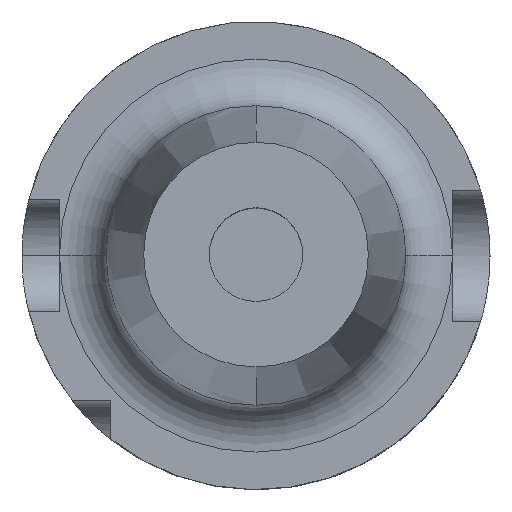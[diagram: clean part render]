
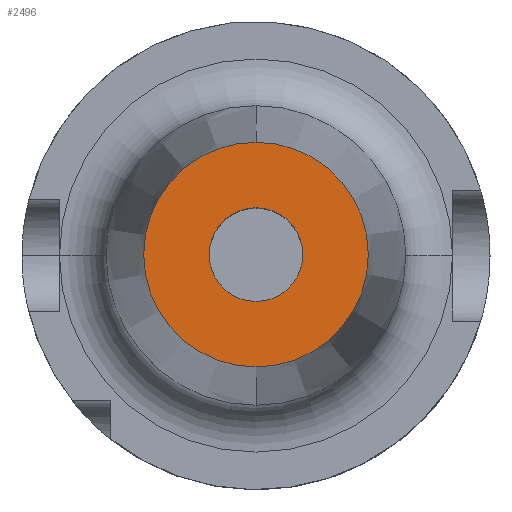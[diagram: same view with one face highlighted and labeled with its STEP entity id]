
A CAD part, top view. The second image highlights one B-rep face of the part: STEP entity #2496.
In plain terms, the highlighted planar face has unit normal (0, 0, 1).
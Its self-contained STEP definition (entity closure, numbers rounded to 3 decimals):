
#53 = DIRECTION ( 'NONE',  ( 0., -1., 0. ) ) ;
#111 = EDGE_LOOP ( 'NONE', ( #3098, #1968 ) ) ;
#271 = VERTEX_POINT ( 'NONE', #1578 ) ;
#328 = FACE_OUTER_BOUND ( 'NONE', #111, .T. ) ;
#376 = DIRECTION ( 'NONE',  ( 0., 0., -1. ) ) ;
#381 = EDGE_CURVE ( 'NONE', #536, #1721, #2889, .T. ) ;
#425 = EDGE_CURVE ( 'NONE', #1721, #536, #2858, .T. ) ;
#536 = VERTEX_POINT ( 'NONE', #2583 ) ;
#584 = DIRECTION ( 'NONE',  ( -1., 0., 0. ) ) ;
#591 = CARTESIAN_POINT ( 'NONE',  ( 0., -12., 85. ) ) ;
#773 = AXIS2_PLACEMENT_3D ( 'NONE', #2730, #1523, #2708 ) ;
#780 = DIRECTION ( 'NONE',  ( 0., 0., 1. ) ) ;
#789 = CARTESIAN_POINT ( 'NONE',  ( 5., 0., 85. ) ) ;
#1107 = ORIENTED_EDGE ( 'NONE', *, *, #2587, .T. ) ;
#1170 = FACE_BOUND ( 'NONE', #1541, .T. ) ;
#1474 = CIRCLE ( 'NONE', #2573, 5. ) ;
#1523 = DIRECTION ( 'NONE',  ( 0., 0., -1. ) ) ;
#1541 = EDGE_LOOP ( 'NONE', ( #1107, #1613 ) ) ;
#1542 = AXIS2_PLACEMENT_3D ( 'NONE', #1972, #780, #53 ) ;
#1578 = CARTESIAN_POINT ( 'NONE',  ( -5., 0., 85. ) ) ;
#1613 = ORIENTED_EDGE ( 'NONE', *, *, #1713, .T. ) ;
#1644 = CARTESIAN_POINT ( 'NONE',  ( 0., 0., 85. ) ) ;
#1713 = EDGE_CURVE ( 'NONE', #2515, #271, #2879, .T. ) ;
#1721 = VERTEX_POINT ( 'NONE', #591 ) ;
#1815 = AXIS2_PLACEMENT_3D ( 'NONE', #1837, #376, #2067 ) ;
#1837 = CARTESIAN_POINT ( 'NONE',  ( 0., 0., 85. ) ) ;
#1961 = AXIS2_PLACEMENT_3D ( 'NONE', #1644, #2870, #3122 ) ;
#1968 = ORIENTED_EDGE ( 'NONE', *, *, #425, .F. ) ;
#1972 = CARTESIAN_POINT ( 'NONE',  ( 0., 0., 85. ) ) ;
#2045 = DIRECTION ( 'NONE',  ( 0., 0., -1. ) ) ;
#2055 = CARTESIAN_POINT ( 'NONE',  ( 0., 0., 85. ) ) ;
#2067 = DIRECTION ( 'NONE',  ( 0., 1., 0. ) ) ;
#2496 = ADVANCED_FACE ( 'NONE', ( #1170, #328 ), #2756, .T. ) ;
#2515 = VERTEX_POINT ( 'NONE', #789 ) ;
#2573 = AXIS2_PLACEMENT_3D ( 'NONE', #2055, #2045, #584 ) ;
#2583 = CARTESIAN_POINT ( 'NONE',  ( 0., 12., 85. ) ) ;
#2587 = EDGE_CURVE ( 'NONE', #271, #2515, #1474, .T. ) ;
#2708 = DIRECTION ( 'NONE',  ( -1., 0., 0. ) ) ;
#2730 = CARTESIAN_POINT ( 'NONE',  ( 0., 0., 85. ) ) ;
#2756 = PLANE ( 'NONE',  #1542 ) ;
#2858 = CIRCLE ( 'NONE', #1961, 12. ) ;
#2870 = DIRECTION ( 'NONE',  ( 0., 0., -1. ) ) ;
#2879 = CIRCLE ( 'NONE', #773, 5. ) ;
#2889 = CIRCLE ( 'NONE', #1815, 12. ) ;
#3098 = ORIENTED_EDGE ( 'NONE', *, *, #381, .F. ) ;
#3122 = DIRECTION ( 'NONE',  ( 0., 1., 0. ) ) ;
